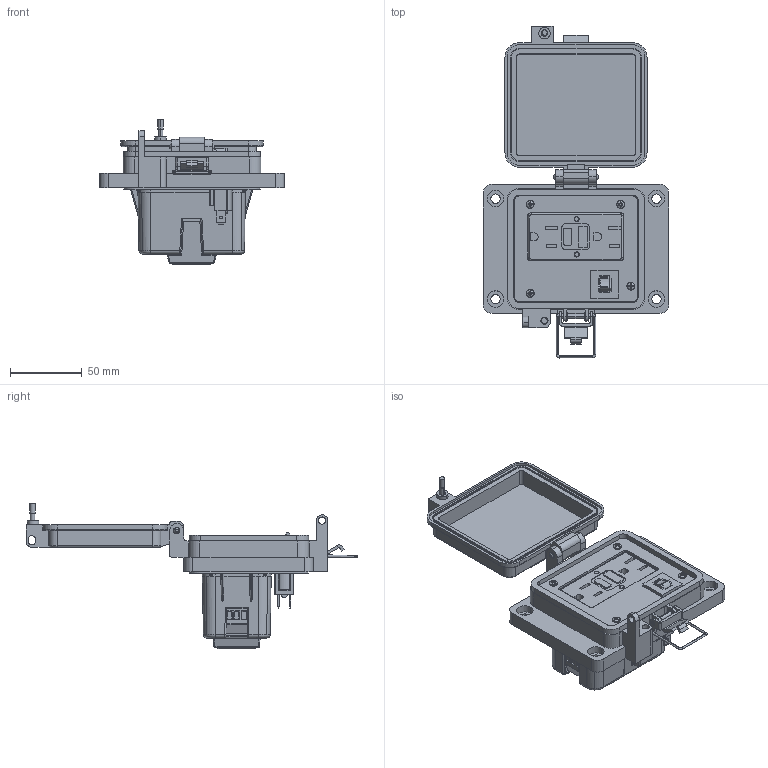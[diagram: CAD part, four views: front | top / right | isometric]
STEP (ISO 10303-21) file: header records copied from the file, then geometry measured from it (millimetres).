
FILE_DESCRIPTION (( 'STEP AP203' ), '1' );
FILE_NAME ('H-RF15-K3_3D.STEP', '2021-11-17T15:38:06', ( '' ), ( '' ), 'SwSTEP 2.0', 'SolidWorks 2019', '' );
FILE_SCHEMA (( 'CONFIG_CONTROL_DESIGN' ));
Length unit declared in the file: millimetre
Products named in the file (12): Z-H-K3_B; CBX; H-RF15-K3-FP; H-RF15-K3-BP; Z-120-RIOF-SHELL; Z-CB-SM; Z-200-OTLT-GFIH-15A_sheared; Z-200-OTLT-RIOF-15A; H-RF15-K3-TP; RF; H-RF15-K3_3D; 90272A106_ZINC-PLTD STL PAN HEAD PHILLIPS MACHINE SCREW_90272A106
Assembly tree (14 placements, depth 4):
  H-RF15-K3_3D
    H-RF15-K3-BP
    H-RF15-K3-FP
    90272A106_ZINC-PLTD STL PAN HEAD PHILLIPS MACHINE SCREW_90272A106  x4
    H-RF15-K3-TP
    CBX
      Z-CB-SM
    Z-H-K3_B
    RF
      Z-200-OTLT-RIOF-15A
        Z-120-RIOF-SHELL
        Z-200-OTLT-GFIH-15A_sheared
Bounding box: 129 x 231.18 x 101.47 mm (x, y, z)
Volume: 306390 mm3; surface area: 186823.5 mm2
Topology: 35 solids, 41 shells, 5037 faces, 12986 edges, 8176 vertices
Faces by surface type: plane 2100, cylinder 1538, bspline 1138, cone 114, torus 89, sphere 58
Entity records: 197764 total; most frequent: CARTESIAN_POINT 92042, ORIENTED_EDGE 24196, DIRECTION 17780, EDGE_CURVE 12098, VERTEX_POINT 7597, VECTOR 6996, LINE 6996, AXIS2_PLACEMENT_3D 5392
